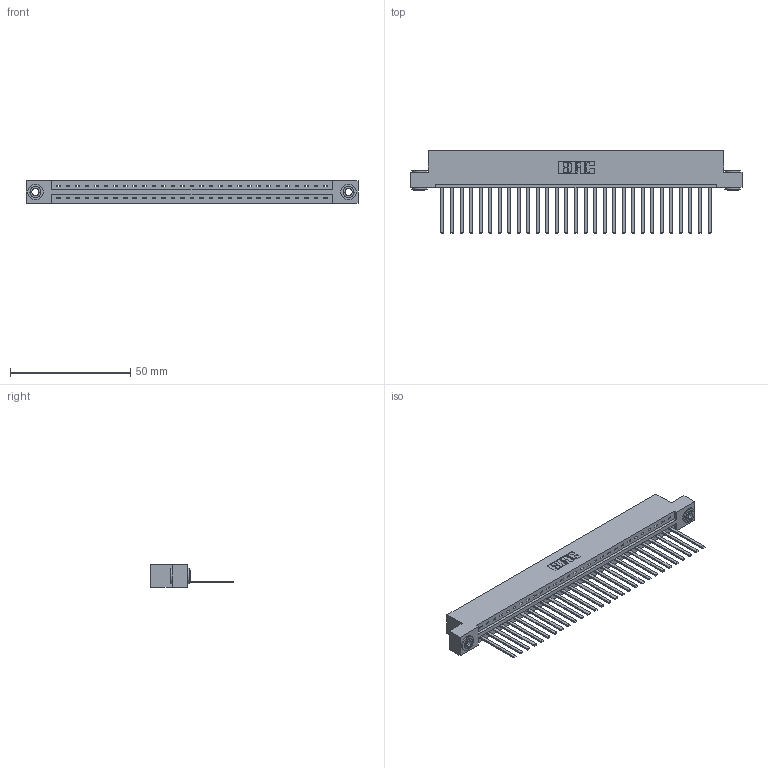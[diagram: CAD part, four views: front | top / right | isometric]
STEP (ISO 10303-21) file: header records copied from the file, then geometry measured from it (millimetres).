
FILE_DESCRIPTION (( 'STEP AP203' ), '1' );
FILE_NAME ('387-029-544-103.STEP', '2018-09-17T02:43:04', ( '' ), ( '' ), 'SwSTEP 2.0', 'SolidWorks 2016', '' );
FILE_SCHEMA (( 'CONFIG_CONTROL_DESIGN' ));
Length unit declared in the file: inch
Products named in the file (4): 337 Part_Flush Mounting Lugs - 0.156 Dia-TH; 345-292-001_345-293-144; 345-250-002_345-250-002-102; 387-029-544-103
Assembly tree (32 placements, depth 2):
  387-029-544-103
    337 Part_Flush Mounting Lugs - 0.156 Dia-TH
    345-292-001_345-293-144  x29
    345-250-002_345-250-002-102  x2
Bounding box: 137.92 x 34.3 x 9.4 mm (x, y, z)
Volume: 14527.2 mm3; surface area: 16277.2 mm2
Topology: 32 solids, 32 shells, 1776 faces, 5317 edges, 3502 vertices
Faces by surface type: plane 1298, cylinder 470, cone 8
Entity records: 23704 total; most frequent: CARTESIAN_POINT 4104, ORIENTED_EDGE 4062, DIRECTION 3511, EDGE_CURVE 2031, LINE 1883, VECTOR 1883, VERTEX_POINT 1350, AXIS2_PLACEMENT_3D 814
